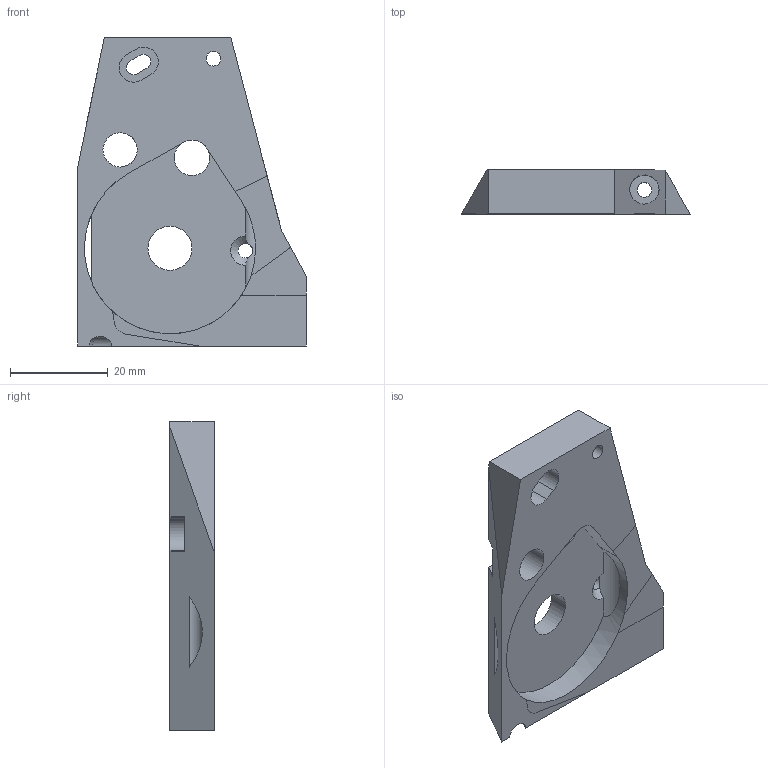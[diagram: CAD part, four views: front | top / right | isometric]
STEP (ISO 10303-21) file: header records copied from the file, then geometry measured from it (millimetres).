
FILE_DESCRIPTION(('FreeCAD Model'),'2;1');
FILE_NAME('Open CASCADE Shape Model','2023-11-04T22:55:39',(''),(''), 'Open CASCADE STEP processor 7.6','FreeCAD','Unknown');
FILE_SCHEMA(('AUTOMOTIVE_DESIGN { 1 0 10303 214 1 1 1 1 }'));
Length unit declared in the file: millimetre
Products named in the file (1): Slice.0
Bounding box: 46.77 x 9 x 63 mm (x, y, z)
Volume: 12963.6 mm3; surface area: 7786.3 mm2
Topology: 1 solids, 1 shells, 47 faces, 146 edges, 99 vertices
Faces by surface type: plane 28, cylinder 16, cone 2, torus 1
Full cylindrical faces by diameter (mm): 3 x3, 6 x1, 7 x1, 7.25 x1, 9 x1, 16 x1
Entity records: 2142 total; most frequent: CARTESIAN_POINT 743, ORIENTED_EDGE 292, DIRECTION 285, EDGE_CURVE 146, AXIS2_PLACEMENT_3D 100, VERTEX_POINT 99, LINE 85, VECTOR 85
